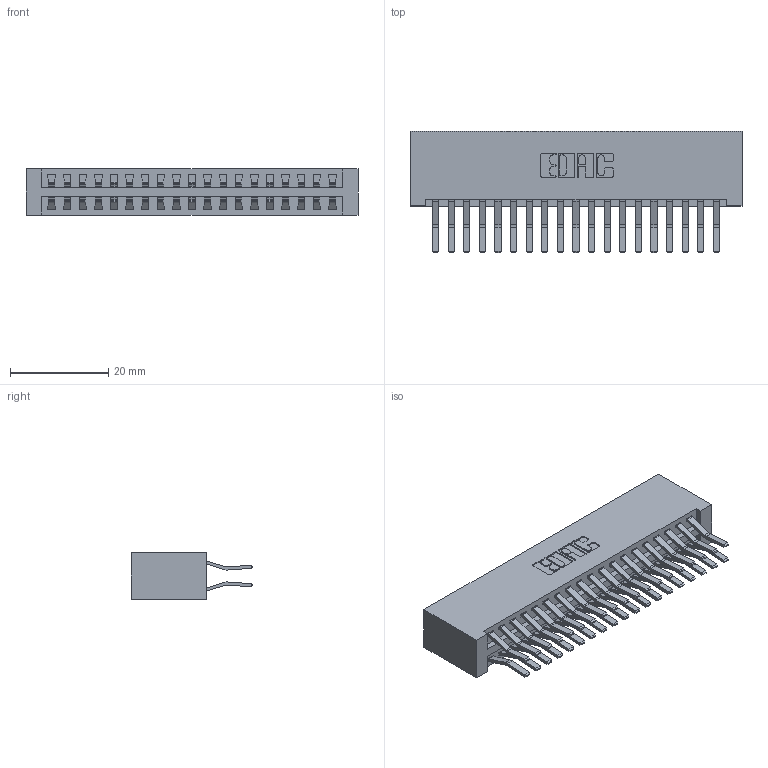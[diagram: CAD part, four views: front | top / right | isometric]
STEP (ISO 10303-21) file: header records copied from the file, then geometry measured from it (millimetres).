
FILE_DESCRIPTION (( 'STEP AP203' ), '1' );
FILE_NAME ('346-038-560-201.STEP', '2018-08-24T06:38:54', ( '' ), ( '' ), 'SwSTEP 2.0', 'SolidWorks 2016', '' );
FILE_SCHEMA (( 'CONFIG_CONTROL_DESIGN' ));
Length unit declared in the file: inch
Products named in the file (3): 346 Part_No Mounting Lugs; 345-292-001_560 Tail; 346-038-560-201
Assembly tree (39 placements, depth 2):
  346-038-560-201
    346 Part_No Mounting Lugs
    345-292-001_560 Tail  x38
Bounding box: 67.56 x 24.78 x 9.4 mm (x, y, z)
Volume: 7232.1 mm3; surface area: 10407.1 mm2
Topology: 39 solids, 39 shells, 2166 faces, 6423 edges, 4230 vertices
Faces by surface type: plane 1402, cylinder 764
Entity records: 15307 total; most frequent: CARTESIAN_POINT 2552, ORIENTED_EDGE 2486, DIRECTION 2299, EDGE_CURVE 1243, VECTOR 1039, LINE 1039, VERTEX_POINT 826, AXIS2_PLACEMENT_3D 630
